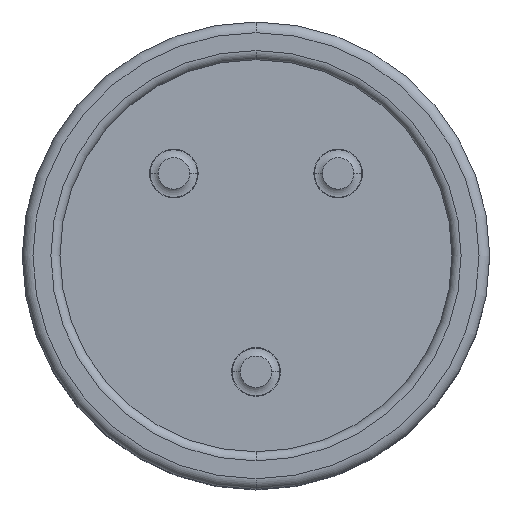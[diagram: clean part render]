
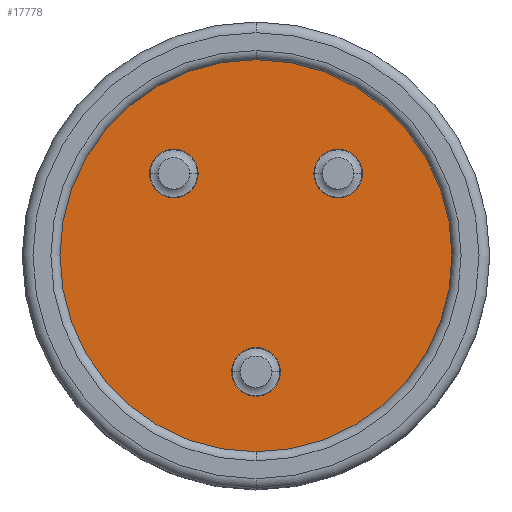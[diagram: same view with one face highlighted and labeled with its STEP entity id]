
A CAD part, top view. The second image highlights one B-rep face of the part: STEP entity #17778.
In plain terms, the highlighted planar face has unit normal (0, 0, 1).
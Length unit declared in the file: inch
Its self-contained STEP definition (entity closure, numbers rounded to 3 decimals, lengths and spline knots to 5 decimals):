
#97=CARTESIAN_POINT('',(0.,0.,-0.04701));
#98=DIRECTION('',(0.,0.,-1.));
#99=DIRECTION('',(0.,1.,0.));
#100=AXIS2_PLACEMENT_3D('',#97,#98,#99);
#102=CARTESIAN_POINT('',(0.,0.,-0.04701));
#103=DIRECTION('',(0.,0.,-1.));
#104=DIRECTION('',(0.,-1.,0.));
#105=AXIS2_PLACEMENT_3D('',#102,#103,#104);
#107=CARTESIAN_POINT('',(-0.1538,0.1538,
-0.04701));
#108=DIRECTION('',(0.,0.,1.));
#109=DIRECTION('',(-1.,0.,0.));
#110=AXIS2_PLACEMENT_3D('',#107,#108,#109);
#112=CARTESIAN_POINT('',(-0.1538,0.1538,
-0.04701));
#113=DIRECTION('',(0.,0.,1.));
#114=DIRECTION('',(1.,0.,0.));
#115=AXIS2_PLACEMENT_3D('',#112,#113,#114);
#117=CARTESIAN_POINT('',(0.,-0.2175,-0.04701));
#118=DIRECTION('',(0.,0.,1.));
#119=DIRECTION('',(-1.,0.,0.));
#120=AXIS2_PLACEMENT_3D('',#117,#118,#119);
#122=CARTESIAN_POINT('',(0.,-0.2175,-0.04701));
#123=DIRECTION('',(0.,0.,1.));
#124=DIRECTION('',(1.,0.,0.));
#125=AXIS2_PLACEMENT_3D('',#122,#123,#124);
#127=CARTESIAN_POINT('',(0.1538,0.1538,
-0.04701));
#128=DIRECTION('',(0.,0.,1.));
#129=DIRECTION('',(-1.,0.,0.));
#130=AXIS2_PLACEMENT_3D('',#127,#128,#129);
#132=CARTESIAN_POINT('',(0.1538,0.1538,
-0.04701));
#133=DIRECTION('',(0.,0.,1.));
#134=DIRECTION('',(1.,0.,0.));
#135=AXIS2_PLACEMENT_3D('',#132,#133,#134);
#14225=CARTESIAN_POINT('',(0.1083,0.1538,
-0.04701));
#14226=VERTEX_POINT('',#14225);
#14227=CARTESIAN_POINT('',(-0.1993,0.1538,
-0.04701));
#14228=CARTESIAN_POINT('',(-0.1083,0.1538,
-0.04701));
#14229=VERTEX_POINT('',#14227);
#14230=VERTEX_POINT('',#14228);
#14231=CARTESIAN_POINT('',(-0.0455,-0.2175,-0.04701));
#14232=CARTESIAN_POINT('',(0.0455,-0.2175,-0.04701));
#14233=VERTEX_POINT('',#14231);
#14234=VERTEX_POINT('',#14232);
#14235=CARTESIAN_POINT('',(0.1993,0.1538,
-0.04701));
#14236=VERTEX_POINT('',#14235);
#14237=CARTESIAN_POINT('',(0.,0.367,-0.04701));
#14238=CARTESIAN_POINT('',(0.,-0.367,-0.04701));
#14239=VERTEX_POINT('',#14237);
#14240=VERTEX_POINT('',#14238);
#17750=CARTESIAN_POINT('',(0.,0.,-0.04701));
#17751=DIRECTION('',(0.,0.,1.));
#17752=DIRECTION('',(-1.,0.,0.));
#17753=AXIS2_PLACEMENT_3D('',#17750,#17751,#17752);
#17754=PLANE('',#17753);
#17756=ORIENTED_EDGE('',*,*,#17755,.T.);
#17758=ORIENTED_EDGE('',*,*,#17757,.T.);
#17759=EDGE_LOOP('',(#17756,#17758));
#17760=FACE_OUTER_BOUND('',#17759,.F.);
#17762=ORIENTED_EDGE('',*,*,#17761,.T.);
#17764=ORIENTED_EDGE('',*,*,#17763,.T.);
#17765=EDGE_LOOP('',(#17762,#17764));
#17766=FACE_BOUND('',#17765,.F.);
#17768=ORIENTED_EDGE('',*,*,#17767,.T.);
#17770=ORIENTED_EDGE('',*,*,#17769,.T.);
#17771=EDGE_LOOP('',(#17768,#17770));
#17772=FACE_BOUND('',#17771,.F.);
#17773=ORIENTED_EDGE('',*,*,#17740,.T.);
#17775=ORIENTED_EDGE('',*,*,#17774,.T.);
#17776=EDGE_LOOP('',(#17773,#17775));
#17777=FACE_BOUND('',#17776,.F.);
#17778=ADVANCED_FACE('',(#17760,#17766,#17772,#17777),#17754,.T.);
#101=CIRCLE('',#100,0.367);
#106=CIRCLE('',#105,0.367);
#111=CIRCLE('',#110,0.0455);
#116=CIRCLE('',#115,0.0455);
#121=CIRCLE('',#120,0.0455);
#126=CIRCLE('',#125,0.0455);
#131=CIRCLE('',#130,0.0455);
#136=CIRCLE('',#135,0.0455);
#17740=EDGE_CURVE('',#14226,#14236,#131,.T.);
#17755=EDGE_CURVE('',#14239,#14240,#101,.T.);
#17757=EDGE_CURVE('',#14240,#14239,#106,.T.);
#17761=EDGE_CURVE('',#14229,#14230,#111,.T.);
#17763=EDGE_CURVE('',#14230,#14229,#116,.T.);
#17767=EDGE_CURVE('',#14233,#14234,#121,.T.);
#17769=EDGE_CURVE('',#14234,#14233,#126,.T.);
#17774=EDGE_CURVE('',#14236,#14226,#136,.T.);
